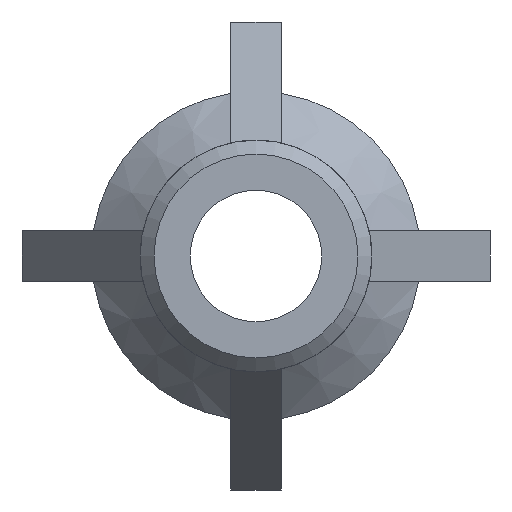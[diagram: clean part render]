
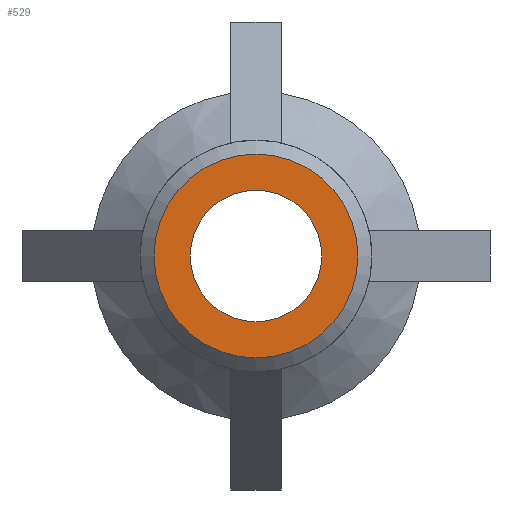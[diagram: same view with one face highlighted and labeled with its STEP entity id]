
A CAD part, left-side view. The second image highlights one B-rep face of the part: STEP entity #529.
In plain terms, the highlighted planar face has unit normal (-1, 0, 0).
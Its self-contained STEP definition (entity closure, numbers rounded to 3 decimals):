
#20=PLANE('',#588);
#157=CIRCLE('',#589,2.2);
#158=CIRCLE('',#590,1.42);
#205=ORIENTED_EDGE('',*,*,#351,.F.);
#206=ORIENTED_EDGE('',*,*,#352,.T.);
#351=EDGE_CURVE('',#421,#421,#157,.T.);
#352=EDGE_CURVE('',#422,#422,#158,.T.);
#421=VERTEX_POINT('',#861);
#422=VERTEX_POINT('',#863);
#457=EDGE_LOOP('',(#205));
#458=EDGE_LOOP('',(#206));
#491=FACE_BOUND('',#457,.T.);
#492=FACE_BOUND('',#458,.T.);
#529=ADVANCED_FACE('',(#491,#492),#20,.F.);
#588=AXIS2_PLACEMENT_3D('',#859,#680,#681);
#589=AXIS2_PLACEMENT_3D('',#860,#682,#683);
#590=AXIS2_PLACEMENT_3D('',#862,#684,#685);
#680=DIRECTION('',(1.,0.,0.));
#681=DIRECTION('',(0.,0.,-1.));
#682=DIRECTION('',(1.,0.,0.));
#683=DIRECTION('',(0.,0.,-1.));
#684=DIRECTION('',(1.,0.,0.));
#685=DIRECTION('',(0.,0.,-1.));
#859=CARTESIAN_POINT('',(-55.,0.,0.));
#860=CARTESIAN_POINT('',(-55.,0.,0.));
#861=CARTESIAN_POINT('',(-55.,0.,-2.2));
#862=CARTESIAN_POINT('',(-55.,0.,0.));
#863=CARTESIAN_POINT('',(-55.,0.,-1.42));
